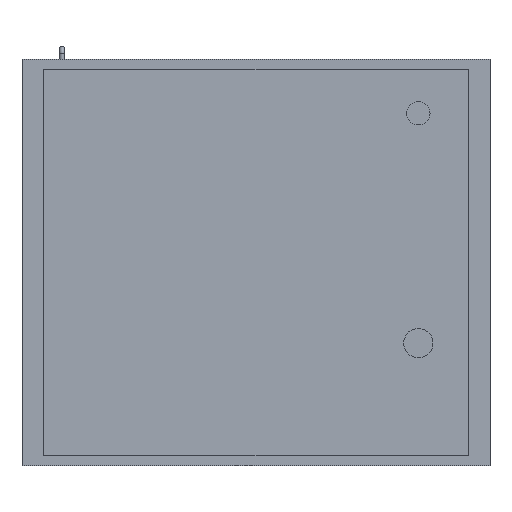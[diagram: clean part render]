
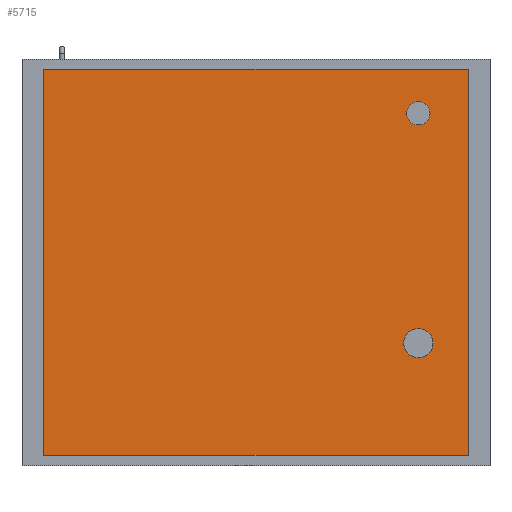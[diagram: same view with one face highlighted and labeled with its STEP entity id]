
A CAD part, front view. The second image highlights one B-rep face of the part: STEP entity #5715.
In plain terms, the highlighted planar face has unit normal (0, -1, 0).
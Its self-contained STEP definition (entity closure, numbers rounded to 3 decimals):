
#50=FACE_BOUND('',#656,.T.);
#51=FACE_BOUND('',#657,.T.);
#66=CIRCLE('',#6102,20.);
#68=CIRCLE('',#6106,25.);
#309=FACE_OUTER_BOUND('',#655,.T.);
#655=EDGE_LOOP('',(#3836,#3837,#3838,#3839));
#656=EDGE_LOOP('',(#3840));
#657=EDGE_LOOP('',(#3841));
#1023=LINE('',#8299,#1716);
#1026=LINE('',#8305,#1719);
#1029=LINE('',#8311,#1722);
#1032=LINE('',#8315,#1725);
#1716=VECTOR('',#6643,10.);
#1719=VECTOR('',#6648,10.);
#1722=VECTOR('',#6653,10.);
#1725=VECTOR('',#6658,10.);
#2390=VERTEX_POINT('',#8256);
#2392=VERTEX_POINT('',#8263);
#2403=VERTEX_POINT('',#8296);
#2404=VERTEX_POINT('',#8298);
#2406=VERTEX_POINT('',#8304);
#2408=VERTEX_POINT('',#8310);
#2945=EDGE_CURVE('',#2390,#2390,#66,.T.);
#2948=EDGE_CURVE('',#2392,#2392,#68,.T.);
#2963=EDGE_CURVE('',#2404,#2403,#1023,.T.);
#2966=EDGE_CURVE('',#2406,#2404,#1026,.T.);
#2969=EDGE_CURVE('',#2408,#2406,#1029,.T.);
#2972=EDGE_CURVE('',#2403,#2408,#1032,.T.);
#3836=ORIENTED_EDGE('',*,*,#2972,.T.);
#3837=ORIENTED_EDGE('',*,*,#2969,.T.);
#3838=ORIENTED_EDGE('',*,*,#2966,.T.);
#3839=ORIENTED_EDGE('',*,*,#2963,.T.);
#3840=ORIENTED_EDGE('',*,*,#2945,.T.);
#3841=ORIENTED_EDGE('',*,*,#2948,.T.);
#5430=PLANE('',#6118);
#5715=ADVANCED_FACE('',(#309,#50,#51),#5430,.T.);
#6102=AXIS2_PLACEMENT_3D('',#8258,#6604,#6605);
#6106=AXIS2_PLACEMENT_3D('',#8265,#6613,#6614);
#6118=AXIS2_PLACEMENT_3D('',#8317,#6661,#6662);
#6604=DIRECTION('center_axis',(0.,1.,0.));
#6605=DIRECTION('ref_axis',(1.,0.,0.));
#6613=DIRECTION('center_axis',(0.,1.,0.));
#6614=DIRECTION('ref_axis',(1.,0.,0.));
#6643=DIRECTION('',(-1.,0.,0.));
#6648=DIRECTION('',(0.,0.,1.));
#6653=DIRECTION('',(1.,0.,0.));
#6658=DIRECTION('',(0.,0.,-1.));
#6661=DIRECTION('center_axis',(0.,-1.,0.));
#6662=DIRECTION('ref_axis',(0.,0.,-1.));
#8256=CARTESIAN_POINT('',(257.5,-370.,255.));
#8258=CARTESIAN_POINT('Origin',(277.5,-370.,255.));
#8263=CARTESIAN_POINT('',(252.5,-370.,-138.));
#8265=CARTESIAN_POINT('Origin',(277.5,-370.,-138.));
#8296=CARTESIAN_POINT('',(-362.5,-370.,330.));
#8298=CARTESIAN_POINT('',(362.5,-370.,330.));
#8299=CARTESIAN_POINT('',(-362.5,-370.,330.));
#8304=CARTESIAN_POINT('',(362.5,-370.,-330.));
#8305=CARTESIAN_POINT('',(362.5,-370.,330.));
#8310=CARTESIAN_POINT('',(-362.5,-370.,-330.));
#8311=CARTESIAN_POINT('',(362.5,-370.,-330.));
#8315=CARTESIAN_POINT('',(-362.5,-370.,-330.));
#8317=CARTESIAN_POINT('Origin',(0.,-370.,0.));
